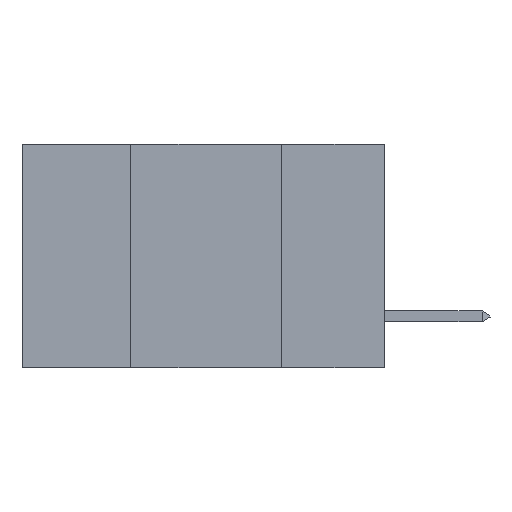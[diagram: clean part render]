
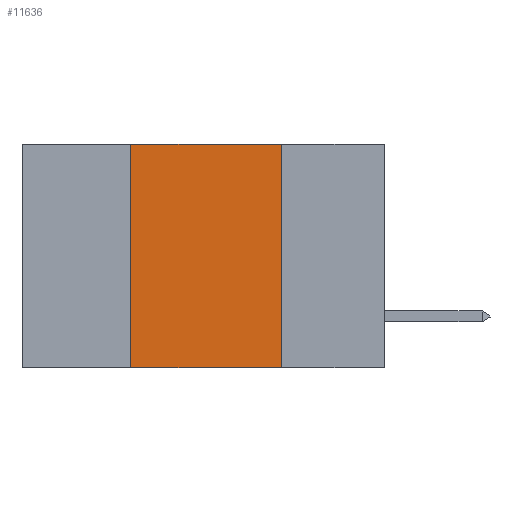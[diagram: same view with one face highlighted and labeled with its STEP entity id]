
A CAD part, left-side view. The second image highlights one B-rep face of the part: STEP entity #11636.
In plain terms, the highlighted planar face has unit normal (-1, 0, 0).
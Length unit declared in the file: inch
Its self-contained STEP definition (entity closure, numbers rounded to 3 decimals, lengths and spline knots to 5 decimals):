
#603 = DIRECTION ( 'NONE',  ( 1., 0., 0. ) ) ;
#2652 = ORIENTED_EDGE ( 'NONE', *, *, #15906, .F. ) ;
#4464 = AXIS2_PLACEMENT_3D ( 'NONE', #17690, #603, #4711 ) ;
#4711 = DIRECTION ( 'NONE',  ( 0., 0., -1. ) ) ;
#4816 = VECTOR ( 'NONE', #15694, 39.37008 ) ;
#4835 = ORIENTED_EDGE ( 'NONE', *, *, #10667, .T. ) ;
#7267 = ORIENTED_EDGE ( 'NONE', *, *, #17694, .F. ) ;
#7379 = CARTESIAN_POINT ( 'NONE',  ( 0., 0.42, 0. ) ) ;
#7585 = CARTESIAN_POINT ( 'NONE',  ( 0., 0.17, -0.37 ) ) ;
#8145 = CARTESIAN_POINT ( 'NONE',  ( 0., 0.42, -0.37 ) ) ;
#8954 = LINE ( 'NONE', #10303, #13939 ) ;
#9457 = LINE ( 'NONE', #24006, #20022 ) ;
#9499 = LINE ( 'NONE', #7379, #27033 ) ;
#10303 = CARTESIAN_POINT ( 'NONE',  ( 0., 0.17, 0. ) ) ;
#10667 = EDGE_CURVE ( 'NONE', #20757, #18051, #23039, .T. ) ;
#11636 = ADVANCED_FACE ( 'NONE', ( #21031 ), #25847, .F. ) ;
#11892 = CARTESIAN_POINT ( 'NONE',  ( 0., 0.17, 0. ) ) ;
#12274 = EDGE_LOOP ( 'NONE', ( #26777, #7267, #2652, #4835 ) ) ;
#13473 = DIRECTION ( 'NONE',  ( 0., -1., 0. ) ) ;
#13885 = DIRECTION ( 'NONE',  ( 0., 0., 1. ) ) ;
#13939 = VECTOR ( 'NONE', #27240, 39.37008 ) ;
#15694 = DIRECTION ( 'NONE',  ( 0., -1., 0. ) ) ;
#15878 = CARTESIAN_POINT ( 'NONE',  ( 0., 0.6, -0.37 ) ) ;
#15906 = EDGE_CURVE ( 'NONE', #20757, #25133, #9499, .T. ) ;
#16851 = VERTEX_POINT ( 'NONE', #11892 ) ;
#17676 = CARTESIAN_POINT ( 'NONE',  ( 0., 0.42, 0. ) ) ;
#17690 = CARTESIAN_POINT ( 'NONE',  ( 0., 0.6, 0. ) ) ;
#17694 = EDGE_CURVE ( 'NONE', #25133, #16851, #9457, .T. ) ;
#18051 = VERTEX_POINT ( 'NONE', #7585 ) ;
#20022 = VECTOR ( 'NONE', #13473, 39.37008 ) ;
#20757 = VERTEX_POINT ( 'NONE', #8145 ) ;
#21031 = FACE_OUTER_BOUND ( 'NONE', #12274, .T. ) ;
#21263 = EDGE_CURVE ( 'NONE', #16851, #18051, #8954, .T. ) ;
#23039 = LINE ( 'NONE', #15878, #4816 ) ;
#24006 = CARTESIAN_POINT ( 'NONE',  ( 0., 0.6, 0. ) ) ;
#25133 = VERTEX_POINT ( 'NONE', #17676 ) ;
#25847 = PLANE ( 'NONE',  #4464 ) ;
#26777 = ORIENTED_EDGE ( 'NONE', *, *, #21263, .F. ) ;
#27033 = VECTOR ( 'NONE', #13885, 39.37008 ) ;
#27240 = DIRECTION ( 'NONE',  ( 0., 0., -1. ) ) ;
